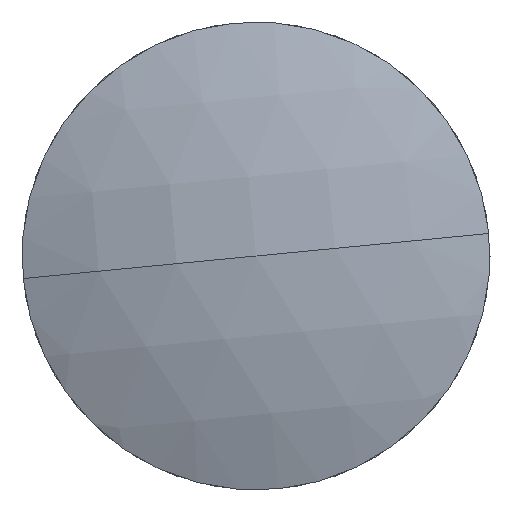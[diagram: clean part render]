
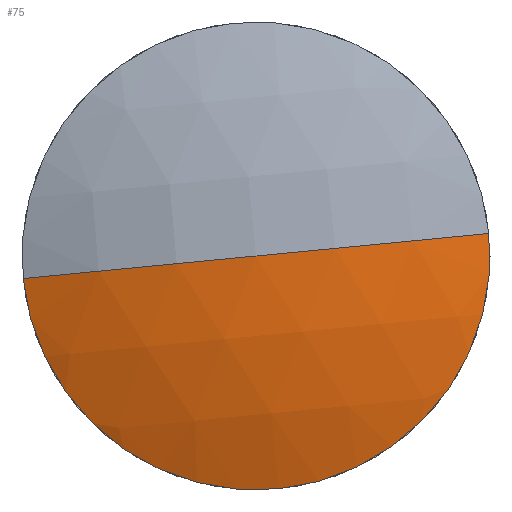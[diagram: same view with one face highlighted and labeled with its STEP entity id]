
A CAD part, left-side view. The second image highlights one B-rep face of the part: STEP entity #75.
In plain terms, the highlighted spherical face has radius 34.93 mm.
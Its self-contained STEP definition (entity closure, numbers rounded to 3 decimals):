
#2 = CARTESIAN_POINT ( 'NONE',  ( -77.594, 28.481, -12.641 ) ) ;
#15 = ORIENTED_EDGE ( 'NONE', *, *, #439, .F. ) ;
#35 = DIRECTION ( 'NONE',  ( 0., 0.995, -0.096 ) ) ;
#59 = AXIS2_PLACEMENT_3D ( 'NONE', #220, #278, #35 ) ;
#64 = CIRCLE ( 'NONE', #59, 34.93 ) ;
#75 = ADVANCED_FACE ( 'NONE', ( #407 ), #239, .T. ) ;
#100 = EDGE_LOOP ( 'NONE', ( #123, #206, #341, #15 ) ) ;
#101 = VERTEX_POINT ( 'NONE', #304 ) ;
#111 = AXIS2_PLACEMENT_3D ( 'NONE', #219, #447, #354 ) ;
#117 = DIRECTION ( 'NONE',  ( 0., 0.096, 0.995 ) ) ;
#123 = ORIENTED_EDGE ( 'NONE', *, *, #213, .T. ) ;
#134 = VERTEX_POINT ( 'NONE', #413 ) ;
#136 = CARTESIAN_POINT ( 'NONE',  ( -45.054, 29.703, 0. ) ) ;
#181 = DIRECTION ( 'NONE',  ( 0., 0.096, 0.995 ) ) ;
#206 = ORIENTED_EDGE ( 'NONE', *, *, #319, .T. ) ;
#208 = CIRCLE ( 'NONE', #335, 12.7 ) ;
#210 = VERTEX_POINT ( 'NONE', #2 ) ;
#213 = EDGE_CURVE ( 'NONE', #101, #210, #208, .T. ) ;
#218 = CARTESIAN_POINT ( 'NONE',  ( -77.594, 17.062, 1.222 ) ) ;
#219 = CARTESIAN_POINT ( 'NONE',  ( -45.054, 29.703, 0. ) ) ;
#220 = CARTESIAN_POINT ( 'NONE',  ( -45.054, 29.703, 0. ) ) ;
#239 = SPHERICAL_SURFACE ( 'NONE', #284, 34.93 ) ;
#246 = DIRECTION ( 'NONE',  ( -1., 0., 0. ) ) ;
#251 = CARTESIAN_POINT ( 'NONE',  ( -77.594, 29.703, 0. ) ) ;
#263 = VERTEX_POINT ( 'NONE', #218 ) ;
#272 = DIRECTION ( 'NONE',  ( 0., -0.096, -0.995 ) ) ;
#277 = DIRECTION ( 'NONE',  ( 0., 0.995, -0.096 ) ) ;
#278 = DIRECTION ( 'NONE',  ( 0., -0.096, -0.995 ) ) ;
#282 = CARTESIAN_POINT ( 'NONE',  ( -77.594, 29.703, 0. ) ) ;
#284 = AXIS2_PLACEMENT_3D ( 'NONE', #136, #272, #277 ) ;
#304 = CARTESIAN_POINT ( 'NONE',  ( -77.594, 42.344, -1.222 ) ) ;
#315 = CIRCLE ( 'NONE', #111, 34.93 ) ;
#319 = EDGE_CURVE ( 'NONE', #210, #263, #438, .T. ) ;
#335 = AXIS2_PLACEMENT_3D ( 'NONE', #251, #359, #117 ) ;
#337 = EDGE_CURVE ( 'NONE', #263, #134, #64, .T. ) ;
#341 = ORIENTED_EDGE ( 'NONE', *, *, #337, .T. ) ;
#354 = DIRECTION ( 'NONE',  ( 0., -0.995, 0.096 ) ) ;
#359 = DIRECTION ( 'NONE',  ( -1., 0., 0. ) ) ;
#383 = AXIS2_PLACEMENT_3D ( 'NONE', #282, #246, #181 ) ;
#407 = FACE_OUTER_BOUND ( 'NONE', #100, .T. ) ;
#413 = CARTESIAN_POINT ( 'NONE',  ( -79.984, 29.703, 0. ) ) ;
#438 = CIRCLE ( 'NONE', #383, 12.7 ) ;
#439 = EDGE_CURVE ( 'NONE', #101, #134, #315, .T. ) ;
#447 = DIRECTION ( 'NONE',  ( 0., 0.096, 0.995 ) ) ;
